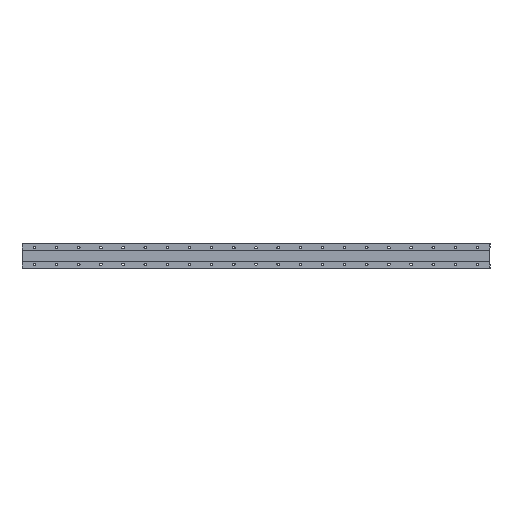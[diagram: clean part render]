
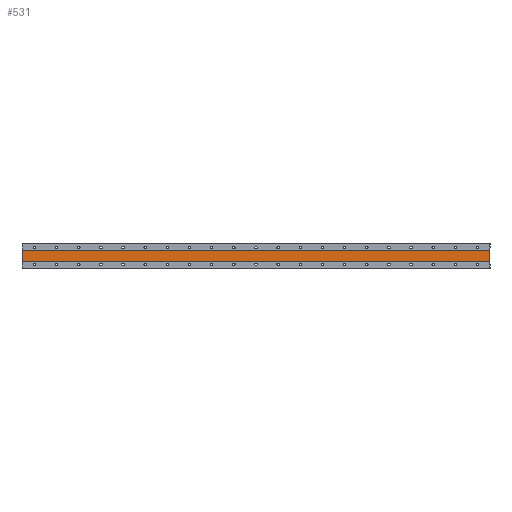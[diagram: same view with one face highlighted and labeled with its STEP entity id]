
A CAD part, front view. The second image highlights one B-rep face of the part: STEP entity #531.
In plain terms, the highlighted planar face has unit normal (0, -1, 0).
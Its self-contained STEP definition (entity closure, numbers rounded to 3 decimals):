
#203 = CARTESIAN_POINT ( 'NONE',  ( 1645., 1., 20. ) ) ;
#474 = VECTOR ( 'NONE', #7378, 1000. ) ;
#531 = ADVANCED_FACE ( 'NONE', ( #5494 ), #3622, .F. ) ;
#787 = CARTESIAN_POINT ( 'NONE',  ( 1645., 1., -20. ) ) ;
#852 = DIRECTION ( 'NONE',  ( 0., 0., 1. ) ) ;
#883 = CARTESIAN_POINT ( 'NONE',  ( 1645., 1., 20. ) ) ;
#899 = EDGE_CURVE ( 'NONE', #6720, #2915, #6760, .T. ) ;
#1543 = CARTESIAN_POINT ( 'NONE',  ( -45., 1., 20. ) ) ;
#1742 = ORIENTED_EDGE ( 'NONE', *, *, #899, .F. ) ;
#1815 = VERTEX_POINT ( 'NONE', #787 ) ;
#1924 = AXIS2_PLACEMENT_3D ( 'NONE', #203, #5982, #852 ) ;
#1948 = CARTESIAN_POINT ( 'NONE',  ( -45., 1., 20. ) ) ;
#2021 = LINE ( 'NONE', #5563, #3333 ) ;
#2915 = VERTEX_POINT ( 'NONE', #5918 ) ;
#3008 = CARTESIAN_POINT ( 'NONE',  ( -45., 1., -20. ) ) ;
#3185 = ORIENTED_EDGE ( 'NONE', *, *, #4528, .F. ) ;
#3333 = VECTOR ( 'NONE', #6094, 1000. ) ;
#3622 = PLANE ( 'NONE',  #1924 ) ;
#4237 = LINE ( 'NONE', #4384, #7435 ) ;
#4293 = VECTOR ( 'NONE', #6648, 1000. ) ;
#4384 = CARTESIAN_POINT ( 'NONE',  ( 1645., 1., 20. ) ) ;
#4528 = EDGE_CURVE ( 'NONE', #6957, #6720, #7233, .T. ) ;
#5494 = FACE_OUTER_BOUND ( 'NONE', #6779, .T. ) ;
#5563 = CARTESIAN_POINT ( 'NONE',  ( 1645., 1., -20. ) ) ;
#5792 = EDGE_CURVE ( 'NONE', #1815, #6957, #2021, .T. ) ;
#5918 = CARTESIAN_POINT ( 'NONE',  ( 1645., 1., 20. ) ) ;
#5982 = DIRECTION ( 'NONE',  ( 0., 1., 0. ) ) ;
#5984 = ORIENTED_EDGE ( 'NONE', *, *, #5792, .F. ) ;
#6094 = DIRECTION ( 'NONE',  ( -1., 0., 0. ) ) ;
#6648 = DIRECTION ( 'NONE',  ( 0., 0., 1. ) ) ;
#6692 = DIRECTION ( 'NONE',  ( 0., 0., -1. ) ) ;
#6720 = VERTEX_POINT ( 'NONE', #1543 ) ;
#6760 = LINE ( 'NONE', #883, #474 ) ;
#6779 = EDGE_LOOP ( 'NONE', ( #5984, #6954, #1742, #3185 ) ) ;
#6954 = ORIENTED_EDGE ( 'NONE', *, *, #7247, .F. ) ;
#6957 = VERTEX_POINT ( 'NONE', #3008 ) ;
#7233 = LINE ( 'NONE', #1948, #4293 ) ;
#7247 = EDGE_CURVE ( 'NONE', #2915, #1815, #4237, .T. ) ;
#7378 = DIRECTION ( 'NONE',  ( 1., 0., 0. ) ) ;
#7435 = VECTOR ( 'NONE', #6692, 1000. ) ;
